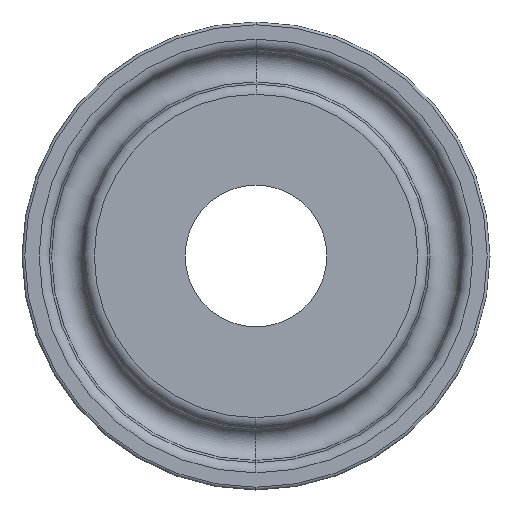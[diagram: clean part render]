
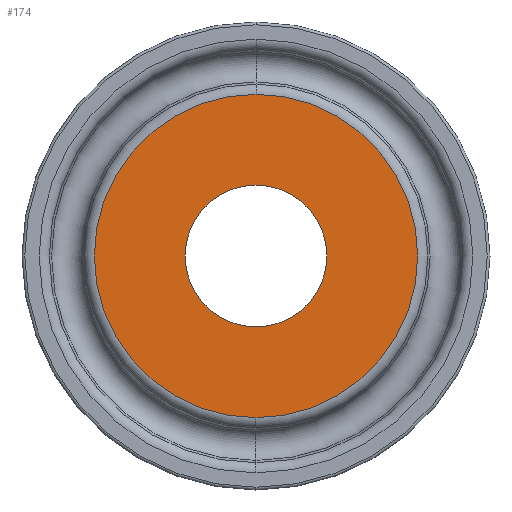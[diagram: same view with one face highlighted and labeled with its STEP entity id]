
A CAD part, left-side view. The second image highlights one B-rep face of the part: STEP entity #174.
In plain terms, the highlighted planar face has unit normal (-1, 0, 0).
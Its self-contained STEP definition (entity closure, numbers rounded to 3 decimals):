
#17 = CARTESIAN_POINT ( 'NONE',  ( 0., 0., 5.15 ) ) ;
#33 = AXIS2_PLACEMENT_3D ( 'NONE', #696, #178, #237 ) ;
#59 = CIRCLE ( 'NONE', #706, 11.747 ) ;
#78 = VERTEX_POINT ( 'NONE', #17 ) ;
#98 = CARTESIAN_POINT ( 'NONE',  ( 0., 0., 0. ) ) ;
#120 = CARTESIAN_POINT ( 'NONE',  ( 0., 0., -5.15 ) ) ;
#135 = EDGE_CURVE ( 'NONE', #78, #660, #542, .T. ) ;
#164 = DIRECTION ( 'NONE',  ( 0., 0., 1. ) ) ;
#174 = ADVANCED_FACE ( 'NONE', ( #650, #717 ), #323, .F. ) ;
#178 = DIRECTION ( 'NONE',  ( -1., 0., 0. ) ) ;
#184 = EDGE_LOOP ( 'NONE', ( #746, #272 ) ) ;
#193 = DIRECTION ( 'NONE',  ( -1., 0., 0. ) ) ;
#201 = EDGE_LOOP ( 'NONE', ( #577, #262 ) ) ;
#202 = CARTESIAN_POINT ( 'NONE',  ( 0., 11.747, 0. ) ) ;
#224 = EDGE_CURVE ( 'NONE', #239, #668, #59, .T. ) ;
#235 = CIRCLE ( 'NONE', #651, 11.747 ) ;
#237 = DIRECTION ( 'NONE',  ( 0., 0., 1. ) ) ;
#239 = VERTEX_POINT ( 'NONE', #670 ) ;
#262 = ORIENTED_EDGE ( 'NONE', *, *, #370, .F. ) ;
#272 = ORIENTED_EDGE ( 'NONE', *, *, #224, .T. ) ;
#308 = CARTESIAN_POINT ( 'NONE',  ( 0., 0., 0. ) ) ;
#323 = PLANE ( 'NONE',  #328 ) ;
#328 = AXIS2_PLACEMENT_3D ( 'NONE', #202, #550, #722 ) ;
#370 = EDGE_CURVE ( 'NONE', #660, #78, #411, .T. ) ;
#411 = CIRCLE ( 'NONE', #33, 5.15 ) ;
#456 = AXIS2_PLACEMENT_3D ( 'NONE', #308, #193, #540 ) ;
#494 = CARTESIAN_POINT ( 'NONE',  ( 0., 0., 0. ) ) ;
#507 = EDGE_CURVE ( 'NONE', #668, #239, #235, .T. ) ;
#540 = DIRECTION ( 'NONE',  ( 0., 0., 1. ) ) ;
#542 = CIRCLE ( 'NONE', #456, 5.15 ) ;
#550 = DIRECTION ( 'NONE',  ( 1., 0., 0. ) ) ;
#557 = DIRECTION ( 'NONE',  ( 0., 0., 1. ) ) ;
#561 = DIRECTION ( 'NONE',  ( -1., 0., 0. ) ) ;
#577 = ORIENTED_EDGE ( 'NONE', *, *, #135, .F. ) ;
#578 = CARTESIAN_POINT ( 'NONE',  ( 0., 0., 11.747 ) ) ;
#623 = DIRECTION ( 'NONE',  ( -1., 0., 0. ) ) ;
#650 = FACE_BOUND ( 'NONE', #201, .T. ) ;
#651 = AXIS2_PLACEMENT_3D ( 'NONE', #98, #623, #557 ) ;
#660 = VERTEX_POINT ( 'NONE', #120 ) ;
#668 = VERTEX_POINT ( 'NONE', #578 ) ;
#670 = CARTESIAN_POINT ( 'NONE',  ( 0., 0., -11.747 ) ) ;
#696 = CARTESIAN_POINT ( 'NONE',  ( 0., 0., 0. ) ) ;
#706 = AXIS2_PLACEMENT_3D ( 'NONE', #494, #561, #164 ) ;
#717 = FACE_OUTER_BOUND ( 'NONE', #184, .T. ) ;
#722 = DIRECTION ( 'NONE',  ( 0., 0., -1. ) ) ;
#746 = ORIENTED_EDGE ( 'NONE', *, *, #507, .T. ) ;
